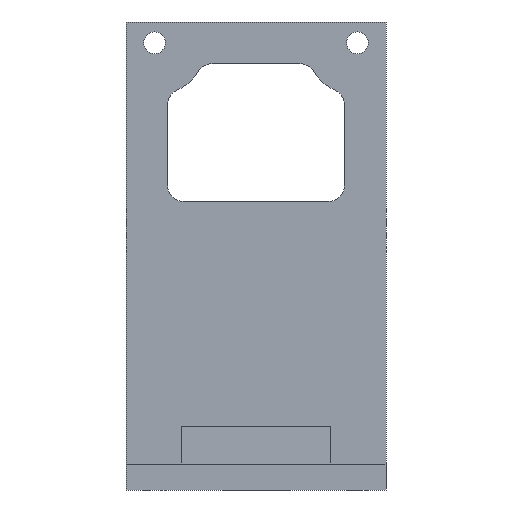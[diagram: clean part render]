
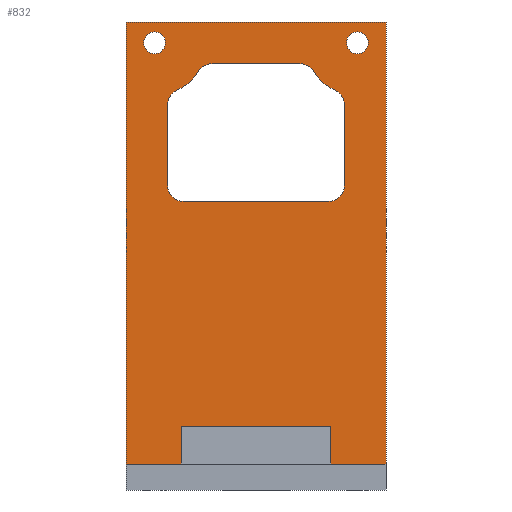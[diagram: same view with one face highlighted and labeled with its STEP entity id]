
A CAD part, front view. The second image highlights one B-rep face of the part: STEP entity #832.
In plain terms, the highlighted planar face has unit normal (0, -1, 0).
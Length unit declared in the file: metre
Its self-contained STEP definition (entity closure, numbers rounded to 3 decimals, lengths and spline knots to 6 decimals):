
#34=CIRCLE('',#912,0.003);
#35=CIRCLE('',#913,0.0101);
#36=CIRCLE('',#914,0.003);
#37=CIRCLE('',#915,0.003);
#38=CIRCLE('',#916,0.0101);
#39=CIRCLE('',#917,0.003);
#40=CIRCLE('',#918,0.003);
#41=CIRCLE('',#919,0.003);
#42=CIRCLE('',#920,0.0021);
#43=CIRCLE('',#921,0.0021);
#132=ORIENTED_EDGE('',*,*,#358,.F.);
#133=ORIENTED_EDGE('',*,*,#359,.F.);
#134=ORIENTED_EDGE('',*,*,#360,.F.);
#135=ORIENTED_EDGE('',*,*,#361,.F.);
#136=ORIENTED_EDGE('',*,*,#362,.F.);
#137=ORIENTED_EDGE('',*,*,#363,.T.);
#138=ORIENTED_EDGE('',*,*,#364,.F.);
#139=ORIENTED_EDGE('',*,*,#365,.F.);
#140=ORIENTED_EDGE('',*,*,#366,.F.);
#141=ORIENTED_EDGE('',*,*,#367,.T.);
#142=ORIENTED_EDGE('',*,*,#368,.F.);
#143=ORIENTED_EDGE('',*,*,#369,.F.);
#144=ORIENTED_EDGE('',*,*,#370,.F.);
#145=ORIENTED_EDGE('',*,*,#371,.T.);
#146=ORIENTED_EDGE('',*,*,#372,.F.);
#147=ORIENTED_EDGE('',*,*,#354,.T.);
#148=ORIENTED_EDGE('',*,*,#373,.T.);
#149=ORIENTED_EDGE('',*,*,#374,.T.);
#150=ORIENTED_EDGE('',*,*,#346,.F.);
#151=ORIENTED_EDGE('',*,*,#375,.F.);
#152=ORIENTED_EDGE('',*,*,#376,.F.);
#153=ORIENTED_EDGE('',*,*,#377,.T.);
#346=EDGE_CURVE('',#456,#457,#525,.T.);
#354=EDGE_CURVE('',#464,#465,#529,.T.);
#358=EDGE_CURVE('',#468,#469,#34,.T.);
#359=EDGE_CURVE('',#470,#468,#35,.F.);
#360=EDGE_CURVE('',#471,#470,#36,.T.);
#361=EDGE_CURVE('',#472,#471,#533,.T.);
#362=EDGE_CURVE('',#473,#472,#37,.T.);
#363=EDGE_CURVE('',#473,#474,#38,.T.);
#364=EDGE_CURVE('',#475,#474,#39,.T.);
#365=EDGE_CURVE('',#476,#475,#534,.T.);
#366=EDGE_CURVE('',#477,#476,#40,.T.);
#367=EDGE_CURVE('',#477,#478,#535,.T.);
#368=EDGE_CURVE('',#479,#478,#41,.T.);
#369=EDGE_CURVE('',#469,#479,#536,.T.);
#370=EDGE_CURVE('',#480,#481,#537,.T.);
#371=EDGE_CURVE('',#480,#482,#538,.T.);
#372=EDGE_CURVE('',#464,#482,#539,.T.);
#373=EDGE_CURVE('',#465,#483,#540,.T.);
#374=EDGE_CURVE('',#483,#457,#541,.T.);
#375=EDGE_CURVE('',#481,#456,#542,.T.);
#376=EDGE_CURVE('',#484,#484,#42,.T.);
#377=EDGE_CURVE('',#485,#485,#43,.F.);
#456=VERTEX_POINT('',#1299);
#457=VERTEX_POINT('',#1301);
#464=VERTEX_POINT('',#1319);
#465=VERTEX_POINT('',#1320);
#468=VERTEX_POINT('',#1328);
#469=VERTEX_POINT('',#1329);
#470=VERTEX_POINT('',#1331);
#471=VERTEX_POINT('',#1333);
#472=VERTEX_POINT('',#1335);
#473=VERTEX_POINT('',#1337);
#474=VERTEX_POINT('',#1339);
#475=VERTEX_POINT('',#1341);
#476=VERTEX_POINT('',#1343);
#477=VERTEX_POINT('',#1345);
#478=VERTEX_POINT('',#1347);
#479=VERTEX_POINT('',#1349);
#480=VERTEX_POINT('',#1352);
#481=VERTEX_POINT('',#1353);
#482=VERTEX_POINT('',#1355);
#483=VERTEX_POINT('',#1358);
#484=VERTEX_POINT('',#1362);
#485=VERTEX_POINT('',#1364);
#525=LINE('',#1300,#610);
#529=LINE('',#1318,#614);
#533=LINE('',#1334,#618);
#534=LINE('',#1342,#619);
#535=LINE('',#1346,#620);
#536=LINE('',#1350,#621);
#537=LINE('',#1351,#622);
#538=LINE('',#1354,#623);
#539=LINE('',#1356,#624);
#540=LINE('',#1357,#625);
#541=LINE('',#1359,#626);
#542=LINE('',#1360,#627);
#610=VECTOR('',#1044,1.);
#614=VECTOR('',#1062,1.);
#618=VECTOR('',#1074,1.);
#619=VECTOR('',#1081,1.);
#620=VECTOR('',#1084,1.);
#621=VECTOR('',#1087,1.);
#622=VECTOR('',#1088,1.);
#623=VECTOR('',#1089,1.);
#624=VECTOR('',#1090,1.);
#625=VECTOR('',#1091,1.);
#626=VECTOR('',#1092,1.);
#627=VECTOR('',#1093,1.);
#681=EDGE_LOOP('',(#132,#133,#134,#135,#136,#137,#138,#139,#140,#141,#142,
#143));
#682=EDGE_LOOP('',(#144,#145,#146,#147,#148,#149,#150,#151));
#683=EDGE_LOOP('',(#152));
#684=EDGE_LOOP('',(#153));
#746=FACE_BOUND('',#681,.T.);
#747=FACE_BOUND('',#682,.T.);
#748=FACE_BOUND('',#683,.T.);
#749=FACE_BOUND('',#684,.T.);
#798=PLANE('',#911);
#832=ADVANCED_FACE('',(#746,#747,#748,#749),#798,.T.);
#911=AXIS2_PLACEMENT_3D('',#1326,#1066,#1067);
#912=AXIS2_PLACEMENT_3D('',#1327,#1068,#1069);
#913=AXIS2_PLACEMENT_3D('',#1330,#1070,#1071);
#914=AXIS2_PLACEMENT_3D('',#1332,#1072,#1073);
#915=AXIS2_PLACEMENT_3D('',#1336,#1075,#1076);
#916=AXIS2_PLACEMENT_3D('',#1338,#1077,#1078);
#917=AXIS2_PLACEMENT_3D('',#1340,#1079,#1080);
#918=AXIS2_PLACEMENT_3D('',#1344,#1082,#1083);
#919=AXIS2_PLACEMENT_3D('',#1348,#1085,#1086);
#920=AXIS2_PLACEMENT_3D('',#1361,#1094,#1095);
#921=AXIS2_PLACEMENT_3D('',#1363,#1096,#1097);
#1044=DIRECTION('',(0.,0.,-1.));
#1062=DIRECTION('',(1.,0.,0.));
#1066=DIRECTION('',(0.,-1.,0.));
#1067=DIRECTION('',(0.,0.,-1.));
#1068=DIRECTION('',(0.,-1.,0.));
#1069=DIRECTION('',(0.,0.,-1.));
#1070=DIRECTION('',(0.,-1.,0.));
#1071=DIRECTION('',(0.,0.,-1.));
#1072=DIRECTION('',(0.,-1.,0.));
#1073=DIRECTION('',(0.,0.,-1.));
#1074=DIRECTION('',(-1.,0.,0.));
#1075=DIRECTION('',(0.,-1.,0.));
#1076=DIRECTION('',(0.,0.,-1.));
#1077=DIRECTION('',(0.,-1.,0.));
#1078=DIRECTION('',(0.,0.,-1.));
#1079=DIRECTION('',(0.,-1.,0.));
#1080=DIRECTION('',(0.,0.,-1.));
#1081=DIRECTION('',(0.,0.,1.));
#1082=DIRECTION('',(0.,-1.,0.));
#1083=DIRECTION('',(0.,0.,-1.));
#1084=DIRECTION('',(-1.,0.,0.));
#1085=DIRECTION('',(0.,-1.,0.));
#1086=DIRECTION('',(0.,0.,-1.));
#1087=DIRECTION('',(0.,0.,-1.));
#1088=DIRECTION('',(0.,0.,1.));
#1089=DIRECTION('',(1.,0.,0.));
#1090=DIRECTION('',(0.,0.,-1.));
#1091=DIRECTION('',(0.,0.,-1.));
#1092=DIRECTION('',(1.,0.,0.));
#1093=DIRECTION('',(1.,0.,0.));
#1094=DIRECTION('',(0.,-1.,0.));
#1095=DIRECTION('',(0.,0.,-1.));
#1096=DIRECTION('',(0.,-1.,0.));
#1097=DIRECTION('',(0.,0.,-1.));
#1299=CARTESIAN_POINT('',(0.025,-0.01,0.09));
#1300=CARTESIAN_POINT('',(0.025,-0.01,0.05114));
#1301=CARTESIAN_POINT('',(0.025,-0.01,0.005));
#1318=CARTESIAN_POINT('',(-0.089465,-0.01,0.012279));
#1319=CARTESIAN_POINT('',(-0.0144,-0.01,0.012279));
#1320=CARTESIAN_POINT('',(0.0144,-0.01,0.012279));
#1326=CARTESIAN_POINT('',(-0.089465,-0.01,0.05114));
#1327=CARTESIAN_POINT('',(-0.014,-0.01,0.074111));
#1328=CARTESIAN_POINT('',(-0.01526,-0.01,0.076833));
#1329=CARTESIAN_POINT('',(-0.017,-0.01,0.074111));
#1330=CARTESIAN_POINT('',(-0.0195,-0.01,0.086));
#1331=CARTESIAN_POINT('',(-0.010963,-0.01,0.080603));
#1332=CARTESIAN_POINT('',(-0.008427,-0.01,0.079));
#1333=CARTESIAN_POINT('',(-0.008427,-0.01,0.082));
#1334=CARTESIAN_POINT('',(-0.089465,-0.01,0.082));
#1335=CARTESIAN_POINT('',(0.008427,-0.01,0.082));
#1336=CARTESIAN_POINT('',(0.008427,-0.01,0.079));
#1337=CARTESIAN_POINT('',(0.010963,-0.01,0.080603));
#1338=CARTESIAN_POINT('',(0.0195,-0.01,0.086));
#1339=CARTESIAN_POINT('',(0.01526,-0.01,0.076833));
#1340=CARTESIAN_POINT('',(0.014,-0.01,0.074111));
#1341=CARTESIAN_POINT('',(0.017,-0.01,0.074111));
#1342=CARTESIAN_POINT('',(0.017,-0.01,0.05114));
#1343=CARTESIAN_POINT('',(0.017,-0.01,0.0585));
#1344=CARTESIAN_POINT('',(0.014,-0.01,0.0585));
#1345=CARTESIAN_POINT('',(0.014,-0.01,0.0555));
#1346=CARTESIAN_POINT('',(-0.089465,-0.01,0.0555));
#1347=CARTESIAN_POINT('',(-0.014,-0.01,0.0555));
#1348=CARTESIAN_POINT('',(-0.014,-0.01,0.0585));
#1349=CARTESIAN_POINT('',(-0.017,-0.01,0.0585));
#1350=CARTESIAN_POINT('',(-0.017,-0.01,0.05114));
#1351=CARTESIAN_POINT('',(-0.025,-0.01,0.09));
#1352=CARTESIAN_POINT('',(-0.025,-0.01,0.005));
#1353=CARTESIAN_POINT('',(-0.025,-0.01,0.09));
#1354=CARTESIAN_POINT('',(-0.025002,-0.01,0.005));
#1355=CARTESIAN_POINT('',(-0.0144,-0.01,0.005));
#1356=CARTESIAN_POINT('',(-0.0144,-0.01,0.05114));
#1357=CARTESIAN_POINT('',(0.0144,-0.01,0.05114));
#1358=CARTESIAN_POINT('',(0.0144,-0.01,0.005));
#1359=CARTESIAN_POINT('',(0.0144,-0.01,0.005));
#1360=CARTESIAN_POINT('',(-0.089465,-0.01,0.09));
#1361=CARTESIAN_POINT('',(-0.0195,-0.01,0.086));
#1362=CARTESIAN_POINT('',(-0.0195,-0.01,0.0839));
#1363=CARTESIAN_POINT('',(0.0195,-0.01,0.086));
#1364=CARTESIAN_POINT('',(0.0195,-0.01,0.0839));
